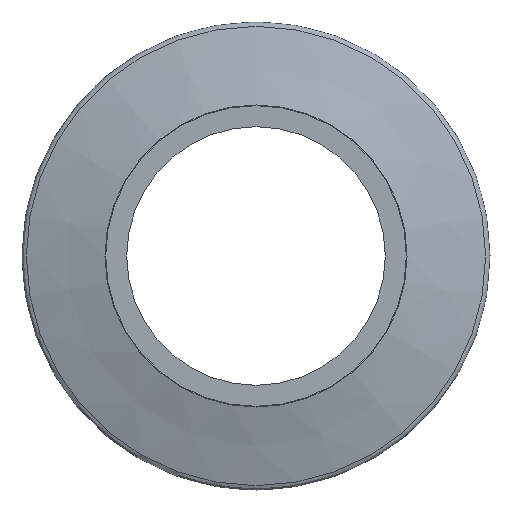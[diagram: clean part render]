
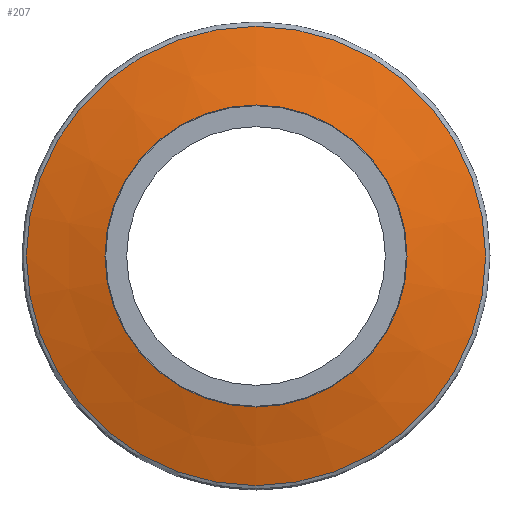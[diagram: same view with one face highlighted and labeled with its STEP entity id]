
A CAD part, front view. The second image highlights one B-rep face of the part: STEP entity #207.
In plain terms, the highlighted conical face has half-angle 75 degrees and reference radius 19.629 mm.
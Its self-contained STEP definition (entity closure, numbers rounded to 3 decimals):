
#2 = CONICAL_SURFACE ( 'NONE', #168, 19.629, 1.309 ) ;
#4 = ORIENTED_EDGE ( 'NONE', *, *, #211, .T. ) ;
#8 = DIRECTION ( 'NONE',  ( 0., 0., -1. ) ) ;
#28 = DIRECTION ( 'NONE',  ( 0., 1., 0. ) ) ;
#31 = CARTESIAN_POINT ( 'NONE',  ( 0., 1.801, -19.629 ) ) ;
#49 = EDGE_LOOP ( 'NONE', ( #4 ) ) ;
#58 = EDGE_LOOP ( 'NONE', ( #263 ) ) ;
#98 = AXIS2_PLACEMENT_3D ( 'NONE', #146, #150, #8 ) ;
#104 = CARTESIAN_POINT ( 'NONE',  ( 0., 1.801, 0. ) ) ;
#105 = VERTEX_POINT ( 'NONE', #231 ) ;
#146 = CARTESIAN_POINT ( 'NONE',  ( 0., 1.801, 0. ) ) ;
#150 = DIRECTION ( 'NONE',  ( 0., 1., 0. ) ) ;
#157 = FACE_OUTER_BOUND ( 'NONE', #58, .T. ) ;
#168 = AXIS2_PLACEMENT_3D ( 'NONE', #104, #268, #196 ) ;
#173 = AXIS2_PLACEMENT_3D ( 'NONE', #195, #28, #230 ) ;
#194 = EDGE_CURVE ( 'NONE', #286, #286, #242, .T. ) ;
#195 = CARTESIAN_POINT ( 'NONE',  ( 0., 0., 0. ) ) ;
#196 = DIRECTION ( 'NONE',  ( 0., 0., 1. ) ) ;
#207 = ADVANCED_FACE ( 'NONE', ( #157, #244 ), #2, .T. ) ;
#211 = EDGE_CURVE ( 'NONE', #105, #105, #259, .T. ) ;
#230 = DIRECTION ( 'NONE',  ( 0., 0., 1. ) ) ;
#231 = CARTESIAN_POINT ( 'NONE',  ( 0., 0., 12.909 ) ) ;
#242 = CIRCLE ( 'NONE', #98, 19.629 ) ;
#244 = FACE_BOUND ( 'NONE', #49, .T. ) ;
#259 = CIRCLE ( 'NONE', #173, 12.909 ) ;
#263 = ORIENTED_EDGE ( 'NONE', *, *, #194, .F. ) ;
#268 = DIRECTION ( 'NONE',  ( 0., 1., 0. ) ) ;
#286 = VERTEX_POINT ( 'NONE', #31 ) ;
